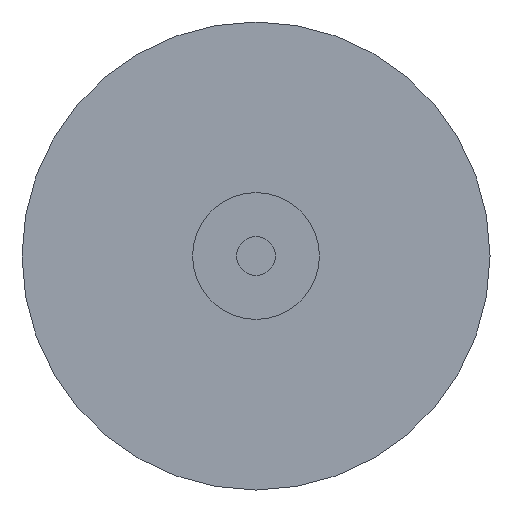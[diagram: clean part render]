
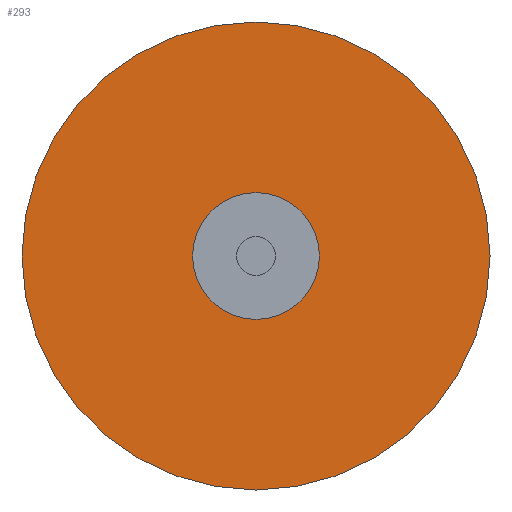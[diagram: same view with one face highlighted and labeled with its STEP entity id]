
A CAD part, front view. The second image highlights one B-rep face of the part: STEP entity #293.
In plain terms, the highlighted planar face has unit normal (0, -1, 0).
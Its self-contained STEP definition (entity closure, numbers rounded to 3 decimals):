
#85=FACE_OUTER_BOUND('',#109,.T.);
#109=EDGE_LOOP('',(#201));
#133=CIRCLE('',#337,12.);
#141=VERTEX_POINT('',#464);
#165=EDGE_CURVE('',#141,#141,#133,.T.);
#201=ORIENTED_EDGE('',*,*,#165,.T.);
#273=PLANE('',#336);
#293=ADVANCED_FACE('',(#85),#273,.F.);
#336=AXIS2_PLACEMENT_3D('',#463,#370,#371);
#337=AXIS2_PLACEMENT_3D('',#465,#372,#373);
#370=DIRECTION('center_axis',(0.,1.,0.));
#371=DIRECTION('ref_axis',(1.,0.,0.));
#372=DIRECTION('center_axis',(0.,-1.,0.));
#373=DIRECTION('ref_axis',(1.,0.,0.));
#463=CARTESIAN_POINT('Origin',(0.,-15.5,0.));
#464=CARTESIAN_POINT('',(-12.,-15.5,0.));
#465=CARTESIAN_POINT('Origin',(0.,-15.5,0.));
